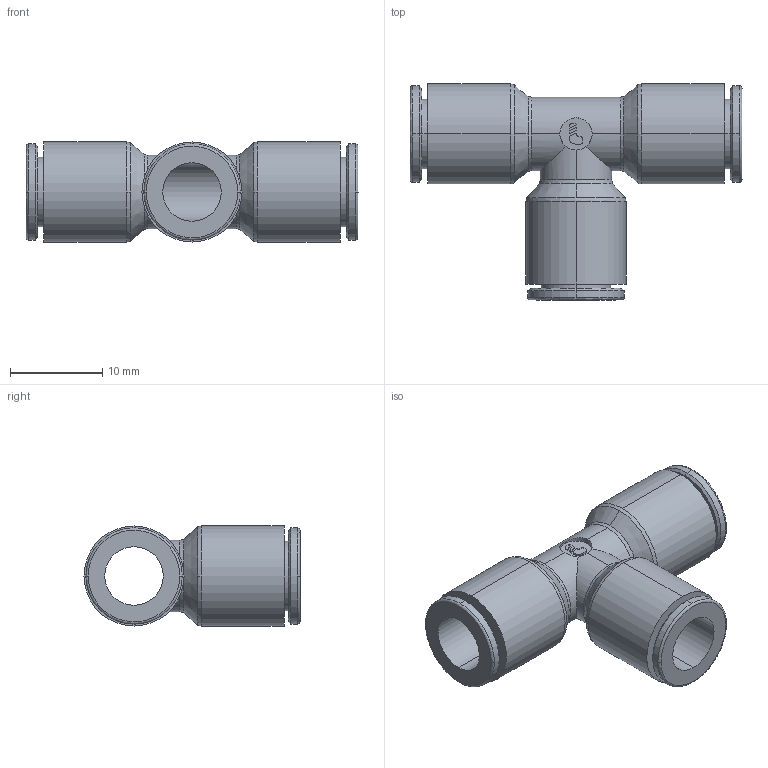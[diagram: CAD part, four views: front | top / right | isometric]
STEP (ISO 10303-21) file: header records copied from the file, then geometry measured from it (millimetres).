
FILE_DESCRIPTION (( 'STEP AP214' ), '1' );
FILE_NAME ('PrestolokUnionTee.step', '2018-12-19T16:09:27', ( '' ), ( '' ), 'SwSTEP 2.0', 'SolidWorks 2018', '' );
FILE_SCHEMA (( 'AUTOMOTIVE_DESIGN' ));
Length unit declared in the file: inch
Products named in the file (1): PrestolokUnionTee
Bounding box: 36.02 x 23.43 x 10.85 mm (x, y, z)
Volume: 2309.4 mm3; surface area: 2978 mm2
Topology: 1 solids, 1 shells, 91 faces, 231 edges, 150 vertices
Faces by surface type: cylinder 35, plane 26, bspline 18, cone 12
Entity records: 3532 total; most frequent: CARTESIAN_POINT 1264, DIRECTION 492, ORIENTED_EDGE 462, EDGE_CURVE 231, AXIS2_PLACEMENT_3D 202, VERTEX_POINT 150, CIRCLE 128, EDGE_LOOP 103
